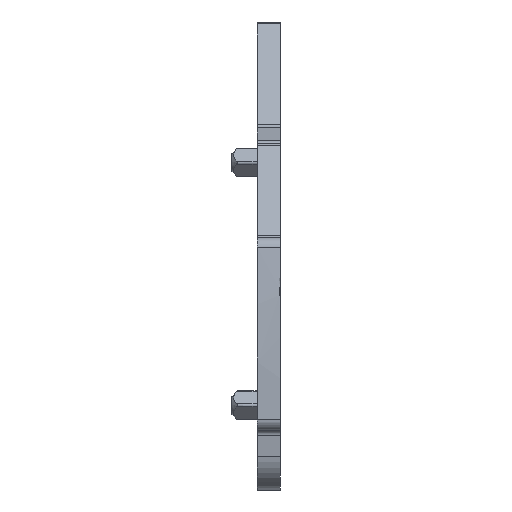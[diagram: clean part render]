
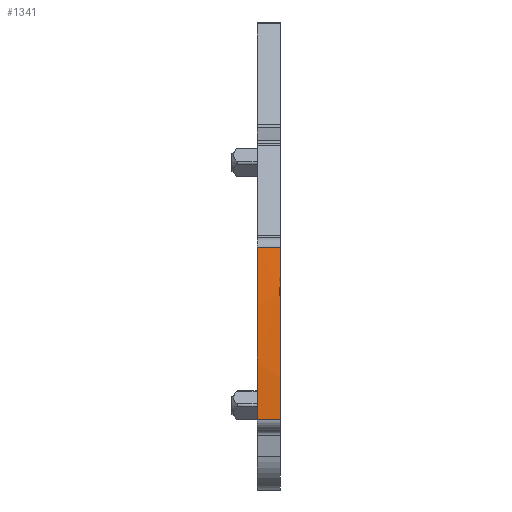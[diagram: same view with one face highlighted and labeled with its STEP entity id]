
A CAD part, front view. The second image highlights one B-rep face of the part: STEP entity #1341.
In plain terms, the highlighted cylindrical face has radius 82.725 mm (diameter 165.45 mm), a partial arc.
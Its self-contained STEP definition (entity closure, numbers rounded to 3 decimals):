
#239=AXIS2_PLACEMENT_3D('Circle Axis2P3D',#237,#238,$) ;
#361=AXIS2_PLACEMENT_3D('Circle Axis2P3D',#359,#360,$) ;
#685=AXIS2_PLACEMENT_3D('Circle Axis2P3D',#683,#684,$) ;
#1307=AXIS2_PLACEMENT_3D('Cylinder Axis2P3D',#1304,#1305,#1306) ;
#1328=AXIS2_PLACEMENT_3D('Circle Axis2P3D',#1326,#1327,$) ;
#234=CARTESIAN_POINT('Vertex',(4.3,0.417,18.3)) ;
#237=CARTESIAN_POINT('Axis2P3D Location',(4.3,82.725,10.)) ;
#241=CARTESIAN_POINT('Vertex',(4.3,0.35,17.6)) ;
#359=CARTESIAN_POINT('Axis2P3D Location',(4.4,82.725,10.)) ;
#363=CARTESIAN_POINT('Vertex',(4.4,0.35,17.6)) ;
#365=CARTESIAN_POINT('Vertex',(4.4,0.08,6.356)) ;
#680=CARTESIAN_POINT('Vertex',(2.3,0.08,6.356)) ;
#683=CARTESIAN_POINT('Axis2P3D Location',(2.3,82.725,10.)) ;
#687=CARTESIAN_POINT('Vertex',(2.3,0.867,21.944)) ;
#1284=CARTESIAN_POINT('Line Origine',(3.35,0.867,21.944)) ;
#1288=CARTESIAN_POINT('Vertex',(4.4,0.867,21.944)) ;
#1304=CARTESIAN_POINT('Axis2P3D Location',(3.35,82.725,10.)) ;
#1309=CARTESIAN_POINT('Line Origine',(3.35,0.08,6.356)) ;
#1314=CARTESIAN_POINT('Line Origine',(3.35,0.35,17.6)) ;
#1319=CARTESIAN_POINT('Line Origine',(3.35,0.417,18.3)) ;
#1323=CARTESIAN_POINT('Vertex',(4.4,0.417,18.3)) ;
#1326=CARTESIAN_POINT('Axis2P3D Location',(4.4,82.725,10.)) ;
#238=DIRECTION('Axis2P3D Direction',(1.,0.,0.)) ;
#360=DIRECTION('Axis2P3D Direction',(1.,0.,0.)) ;
#684=DIRECTION('Axis2P3D Direction',(1.,0.,0.)) ;
#1285=DIRECTION('Vector Direction',(1.,0.,0.)) ;
#1305=DIRECTION('Axis2P3D Direction',(1.,0.,0.)) ;
#1306=DIRECTION('Axis2P3D XDirection',(0.,-0.99,0.144)) ;
#1310=DIRECTION('Vector Direction',(1.,0.,0.)) ;
#1315=DIRECTION('Vector Direction',(1.,0.,0.)) ;
#1320=DIRECTION('Vector Direction',(1.,0.,0.)) ;
#1327=DIRECTION('Axis2P3D Direction',(1.,0.,0.)) ;
#1286=VECTOR('Line Direction',#1285,1.) ;
#1311=VECTOR('Line Direction',#1310,1.) ;
#1316=VECTOR('Line Direction',#1315,1.) ;
#1321=VECTOR('Line Direction',#1320,1.) ;
#1332=ORIENTED_EDGE('',*,*,#1313,.T.) ;
#1333=ORIENTED_EDGE('',*,*,#367,.F.) ;
#1334=ORIENTED_EDGE('',*,*,#1318,.T.) ;
#1335=ORIENTED_EDGE('',*,*,#243,.F.) ;
#1336=ORIENTED_EDGE('',*,*,#1325,.F.) ;
#1337=ORIENTED_EDGE('',*,*,#1330,.F.) ;
#1338=ORIENTED_EDGE('',*,*,#1290,.F.) ;
#1339=ORIENTED_EDGE('',*,*,#689,.T.) ;
#1341=ADVANCED_FACE('AEP',(#1340),#1308,.T.) ;
#240=CIRCLE('generated circle',#239,82.725) ;
#362=CIRCLE('generated circle',#361,82.725) ;
#686=CIRCLE('generated circle',#685,82.725) ;
#1329=CIRCLE('generated circle',#1328,82.725) ;
#1308=CYLINDRICAL_SURFACE('generated cylinder',#1307,82.725) ;
#243=EDGE_CURVE('',#235,#242,#240,.T.) ;
#367=EDGE_CURVE('',#364,#366,#362,.T.) ;
#689=EDGE_CURVE('',#688,#681,#686,.T.) ;
#1290=EDGE_CURVE('',#688,#1289,#1287,.T.) ;
#1313=EDGE_CURVE('',#681,#366,#1312,.T.) ;
#1318=EDGE_CURVE('',#364,#242,#1317,.F.) ;
#1325=EDGE_CURVE('',#1324,#235,#1322,.F.) ;
#1330=EDGE_CURVE('',#1289,#1324,#1329,.T.) ;
#1331=EDGE_LOOP('',(#1332,#1333,#1334,#1335,#1336,#1337,#1338,#1339)) ;
#1340=FACE_OUTER_BOUND('',#1331,.T.) ;
#1287=LINE('Line',#1284,#1286) ;
#1312=LINE('Line',#1309,#1311) ;
#1317=LINE('Line',#1314,#1316) ;
#1322=LINE('Line',#1319,#1321) ;
#235=VERTEX_POINT('',#234) ;
#242=VERTEX_POINT('',#241) ;
#364=VERTEX_POINT('',#363) ;
#366=VERTEX_POINT('',#365) ;
#681=VERTEX_POINT('',#680) ;
#688=VERTEX_POINT('',#687) ;
#1289=VERTEX_POINT('',#1288) ;
#1324=VERTEX_POINT('',#1323) ;
